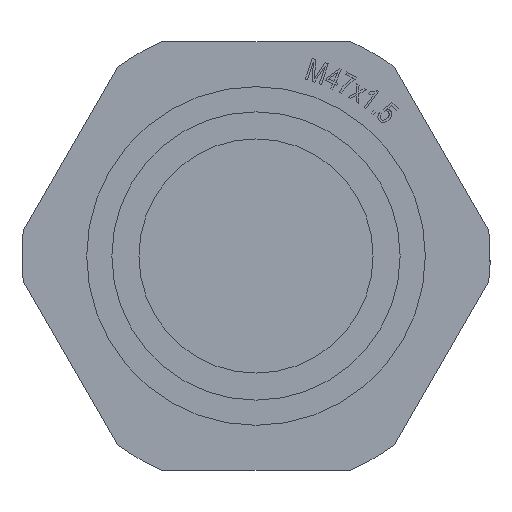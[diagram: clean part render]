
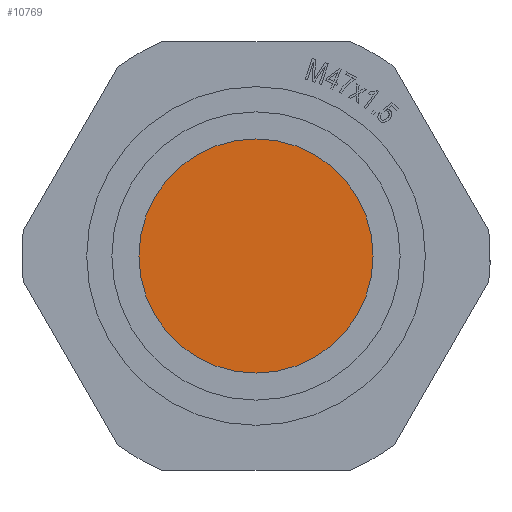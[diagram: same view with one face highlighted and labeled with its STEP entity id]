
A CAD part, front view. The second image highlights one B-rep face of the part: STEP entity #10769.
In plain terms, the highlighted planar face has unit normal (0, -1, 0).
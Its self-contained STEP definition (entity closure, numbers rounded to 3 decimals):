
#278 = AXIS2_PLACEMENT_3D ( 'NONE', #10541, #6811, #15489 ) ;
#1223 = VERTEX_POINT ( 'NONE', #7615 ) ;
#1625 = ORIENTED_EDGE ( 'NONE', *, *, #6622, .T. ) ;
#2046 = AXIS2_PLACEMENT_3D ( 'NONE', #12021, #4489, #13250 ) ;
#2169 = CIRCLE ( 'NONE', #2046, 17.25 ) ;
#4489 = DIRECTION ( 'NONE',  ( 0., -1., 0. ) ) ;
#4519 = DIRECTION ( 'NONE',  ( 0., -1., 0. ) ) ;
#4833 = EDGE_CURVE ( 'NONE', #1223, #5142, #13986, .T. ) ;
#5142 = VERTEX_POINT ( 'NONE', #11518 ) ;
#6118 = FACE_OUTER_BOUND ( 'NONE', #11325, .T. ) ;
#6622 = EDGE_CURVE ( 'NONE', #5142, #1223, #2169, .T. ) ;
#6811 = DIRECTION ( 'NONE',  ( 0., 1., 0. ) ) ;
#7615 = CARTESIAN_POINT ( 'NONE',  ( 15.437, 55.7, 7.699 ) ) ;
#8528 = AXIS2_PLACEMENT_3D ( 'NONE', #12054, #4519, #13271 ) ;
#10541 = CARTESIAN_POINT ( 'NONE',  ( 0., 55.7, 0. ) ) ;
#10769 = ADVANCED_FACE ( 'NONE', ( #6118 ), #14244, .F. ) ;
#11325 = EDGE_LOOP ( 'NONE', ( #14364, #1625 ) ) ;
#11518 = CARTESIAN_POINT ( 'NONE',  ( -15.437, 55.7, -7.699 ) ) ;
#12021 = CARTESIAN_POINT ( 'NONE',  ( 0., 55.7, 0. ) ) ;
#12054 = CARTESIAN_POINT ( 'NONE',  ( 0., 55.7, 0. ) ) ;
#13250 = DIRECTION ( 'NONE',  ( -0.895, 0., -0.446 ) ) ;
#13271 = DIRECTION ( 'NONE',  ( -0.895, 0., -0.446 ) ) ;
#13986 = CIRCLE ( 'NONE', #8528, 17.25 ) ;
#14244 = PLANE ( 'NONE',  #278 ) ;
#14364 = ORIENTED_EDGE ( 'NONE', *, *, #4833, .T. ) ;
#15489 = DIRECTION ( 'NONE',  ( -0.895, 0., -0.446 ) ) ;
